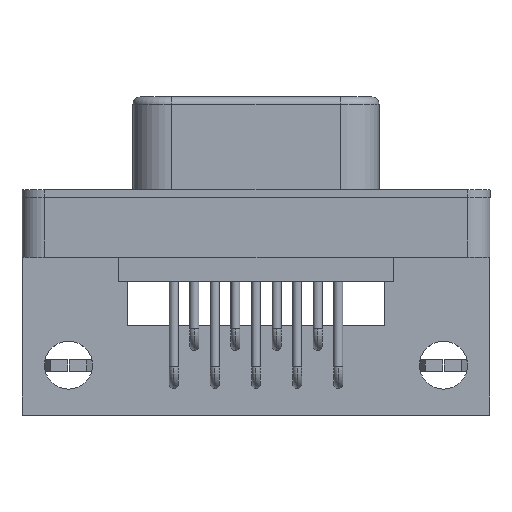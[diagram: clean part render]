
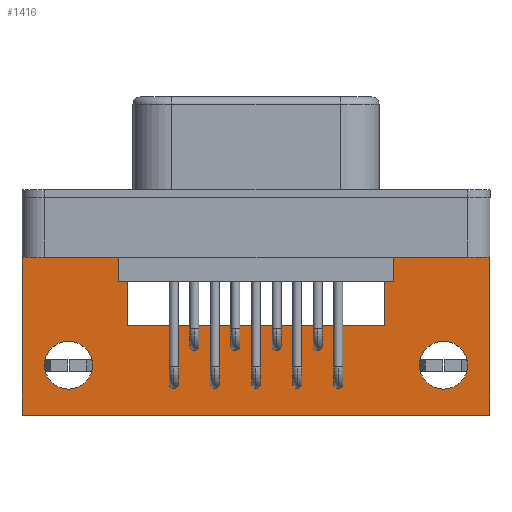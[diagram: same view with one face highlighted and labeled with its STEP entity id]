
A CAD part, top view. The second image highlights one B-rep face of the part: STEP entity #1416.
In plain terms, the highlighted planar face has unit normal (0, 0, 1).
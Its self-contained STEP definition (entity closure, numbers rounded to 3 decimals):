
#766=CARTESIAN_POINT('',(-14.1,0.,3.2));
#767=VERTEX_POINT('',#766);
#783=CARTESIAN_POINT('',(-10.9,0.,3.2));
#784=VERTEX_POINT('',#783);
#791=CARTESIAN_POINT('',(-12.5,0.,3.2));
#792=DIRECTION('',(0.0,0.0,-1.0));
#793=DIRECTION('',(-1.0,0.0,0.0));
#794=AXIS2_PLACEMENT_3D('',#791,#792,#793);
#795=CIRCLE('',#794,1.6);
#796=EDGE_CURVE('',#767,#784,#795,.T.);
#808=CARTESIAN_POINT('',(10.9,0.,3.2));
#809=VERTEX_POINT('',#808);
#825=CARTESIAN_POINT('',(14.1,0.,3.2));
#826=VERTEX_POINT('',#825);
#833=CARTESIAN_POINT('',(12.5,0.,3.2));
#834=DIRECTION('',(0.0,0.0,-1.0));
#835=DIRECTION('',(-1.0,0.0,0.0));
#836=AXIS2_PLACEMENT_3D('',#833,#834,#835);
#837=CIRCLE('',#836,1.6);
#838=EDGE_CURVE('',#809,#826,#837,.T.);
#849=CARTESIAN_POINT('',(12.5,0.,3.2));
#850=DIRECTION('',(0.0,0.0,-1.0));
#851=DIRECTION('',(-1.0,0.0,0.0));
#852=AXIS2_PLACEMENT_3D('',#849,#850,#851);
#853=CIRCLE('',#852,1.6);
#854=EDGE_CURVE('',#826,#809,#853,.T.);
#873=CARTESIAN_POINT('',(-12.5,0.,3.2));
#874=DIRECTION('',(0.0,0.0,-1.0));
#875=DIRECTION('',(-1.0,0.0,0.0));
#876=AXIS2_PLACEMENT_3D('',#873,#874,#875);
#877=CIRCLE('',#876,1.6);
#878=EDGE_CURVE('',#784,#767,#877,.T.);
#1009=CARTESIAN_POINT('',(-8.6,2.67,3.2));
#1010=VERTEX_POINT('',#1009);
#1017=CARTESIAN_POINT('',(8.6,2.67,3.2));
#1018=VERTEX_POINT('',#1017);
#1019=CARTESIAN_POINT('',(8.6,2.67,3.2));
#1020=DIRECTION('',(-1.0,0.0,0.0));
#1021=VECTOR('',#1020,17.2);
#1022=LINE('',#1019,#1021);
#1023=EDGE_CURVE('',#1018,#1010,#1022,.T.);
#1102=CARTESIAN_POINT('',(15.6,-3.33,3.2));
#1103=VERTEX_POINT('',#1102);
#1110=CARTESIAN_POINT('',(-15.6,-3.33,3.2));
#1111=VERTEX_POINT('',#1110);
#1112=CARTESIAN_POINT('',(-15.6,-3.33,3.2));
#1113=DIRECTION('',(1.0,0.0,0.0));
#1114=VECTOR('',#1113,31.2);
#1115=LINE('',#1112,#1114);
#1116=EDGE_CURVE('',#1111,#1103,#1115,.T.);
#1133=CARTESIAN_POINT('',(8.6,6.97,3.2));
#1134=VERTEX_POINT('',#1133);
#1143=CARTESIAN_POINT('',(-8.6,6.97,3.2));
#1144=VERTEX_POINT('',#1143);
#1145=CARTESIAN_POINT('',(-8.6,6.97,3.2));
#1146=DIRECTION('',(1.0,0.0,0.0));
#1147=VECTOR('',#1146,17.2);
#1148=LINE('',#1145,#1147);
#1149=EDGE_CURVE('',#1144,#1134,#1148,.T.);
#1205=CARTESIAN_POINT('',(8.6,6.97,3.2));
#1206=DIRECTION('',(0.0,-1.0,0.0));
#1207=VECTOR('',#1206,4.3);
#1208=LINE('',#1205,#1207);
#1209=EDGE_CURVE('',#1134,#1018,#1208,.T.);
#1244=CARTESIAN_POINT('',(-8.6,2.67,3.2));
#1245=DIRECTION('',(0.0,1.0,0.0));
#1246=VECTOR('',#1245,4.3);
#1247=LINE('',#1244,#1246);
#1248=EDGE_CURVE('',#1010,#1144,#1247,.T.);
#1289=CARTESIAN_POINT('',(15.6,7.17,3.2));
#1290=VERTEX_POINT('',#1289);
#1307=CARTESIAN_POINT('',(-15.6,7.17,3.2));
#1308=VERTEX_POINT('',#1307);
#1315=CARTESIAN_POINT('',(-15.6,7.17,3.2));
#1316=DIRECTION('',(1.0,0.0,0.0));
#1317=VECTOR('',#1316,31.2);
#1318=LINE('',#1315,#1317);
#1319=EDGE_CURVE('',#1308,#1290,#1318,.T.);
#1381=CARTESIAN_POINT('',(-15.6,-3.33,3.2));
#1382=DIRECTION('',(0.0,0.0,1.0));
#1383=DIRECTION('',(-1.0,0.0,0.0));
#1384=AXIS2_PLACEMENT_3D('',#1381,#1382,#1383);
#1385=PLANE('',#1384);
#1386=CARTESIAN_POINT('',(15.6,-3.33,3.2));
#1387=DIRECTION('',(0.0,1.0,0.0));
#1388=VECTOR('',#1387,10.5);
#1389=LINE('',#1386,#1388);
#1390=EDGE_CURVE('',#1103,#1290,#1389,.T.);
#1391=ORIENTED_EDGE('',*,*,#1390,.T.);
#1392=ORIENTED_EDGE('',*,*,#1319,.F.);
#1393=CARTESIAN_POINT('',(-15.6,-3.33,3.2));
#1394=DIRECTION('',(0.0,1.0,0.0));
#1395=VECTOR('',#1394,10.5);
#1396=LINE('',#1393,#1395);
#1397=EDGE_CURVE('',#1111,#1308,#1396,.T.);
#1398=ORIENTED_EDGE('',*,*,#1397,.F.);
#1399=ORIENTED_EDGE('',*,*,#1116,.T.);
#1400=EDGE_LOOP('',(#1391,#1392,#1398,#1399));
#1401=FACE_OUTER_BOUND('',#1400,.T.);
#1402=ORIENTED_EDGE('',*,*,#838,.T.);
#1403=ORIENTED_EDGE('',*,*,#854,.T.);
#1404=EDGE_LOOP('',(#1402,#1403));
#1405=FACE_BOUND('',#1404,.T.);
#1406=ORIENTED_EDGE('',*,*,#796,.T.);
#1407=ORIENTED_EDGE('',*,*,#878,.T.);
#1408=EDGE_LOOP('',(#1406,#1407));
#1409=FACE_BOUND('',#1408,.T.);
#1410=ORIENTED_EDGE('',*,*,#1149,.T.);
#1411=ORIENTED_EDGE('',*,*,#1209,.T.);
#1412=ORIENTED_EDGE('',*,*,#1023,.T.);
#1413=ORIENTED_EDGE('',*,*,#1248,.T.);
#1414=EDGE_LOOP('',(#1410,#1411,#1412,#1413));
#1415=FACE_BOUND('',#1414,.T.);
#1416=ADVANCED_FACE('',(#1401,#1405,#1409,#1415),#1385,.T.);
